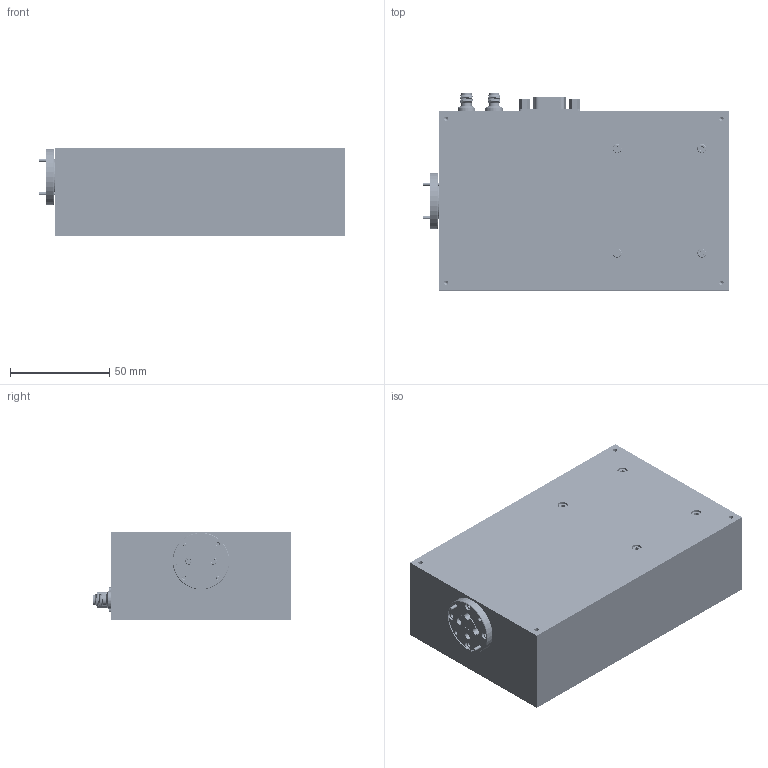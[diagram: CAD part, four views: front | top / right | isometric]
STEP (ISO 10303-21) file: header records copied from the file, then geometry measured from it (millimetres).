
FILE_DESCRIPTION (( 'STEP AP203' ), '1' );
FILE_NAME ('DMOP-19-101-A1.STEP', '2025-05-20T19:23:11', ( '' ), ( '' ), 'SwSTEP 2.0', 'SolidWorks 2021', '' );
FILE_SCHEMA (( 'CONFIG_CONTROL_DESIGN' ));
Products named in the file (1): DMOP-19-101-A1
Bounding box: 153.85 x 99.24 x 44.48 mm (x, y, z)
Volume: 598710.4 mm3; surface area: 95612.9 mm2
Topology: 65 solids, 69 shells, 4926 faces, 13153 edges, 8520 vertices
Faces by surface type: cylinder 1900, plane 1528, bspline 994, cone 504
Entity records: 256411 total; most frequent: CARTESIAN_POINT 149347, ORIENTED_EDGE 26090, DIRECTION 17105, EDGE_CURVE 13045, VERTEX_POINT 8520, VECTOR 5989, LINE 5989, AXIS2_PLACEMENT_3D 5558
